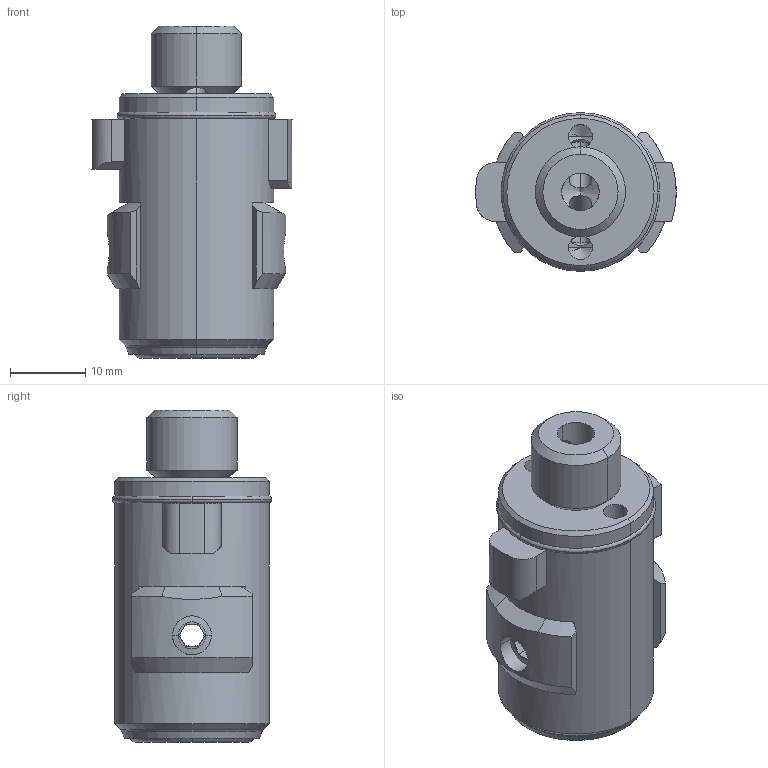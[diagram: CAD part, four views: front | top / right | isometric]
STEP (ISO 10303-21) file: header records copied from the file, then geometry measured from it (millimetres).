
FILE_DESCRIPTION(('HOOPS Exchange Step'),'2;1');
FILE_NAME('export-EEB90E11-1758-4A24-B0B2-D0C850461687.stp','2023-12-28T16:56:49+01:00',('Engineering'),('Alibre'),'HOOPS Exchange 2021.0','Alibre','Unknown authorisation');
FILE_SCHEMA( ('AP242_MANAGED_MODEL_BASED_3D_ENGINEERING_MIM_LF {1 0 10303 442 1 1 4 }') );
Length unit declared in the file: millimetre
Products named in the file (3): 4629-1 HSK40-C Guhring 4958 4-point clamping set for conventional cooling; 4629-2 HSK40-C Guhring 4958 4-point clamping set for conventional cooling; 4629 HSK40-C Guhring 4958 4-point clamping set for conventional cooling
Assembly tree (2 placements, depth 2):
  4629 HSK40-C Guhring 4958 4-point clamping set for conventional cooling
    4629-1 HSK40-C Guhring 4958 4-point clamping set for conventional cooling
    4629-2 HSK40-C Guhring 4958 4-point clamping set for conventional cooling
Bounding box: 26.69 x 21.15 x 44.2 mm (x, y, z)
Volume: 12136.9 mm3; surface area: 6009.3 mm2
Topology: 2 solids, 2 shells, 166 faces, 421 edges, 257 vertices
Faces by surface type: plane 64, cylinder 50, cone 42, torus 10
Entity records: 6388 total; most frequent: CARTESIAN_POINT 2347, DIRECTION 840, ORIENTED_EDGE 818, EDGE_CURVE 409, AXIS2_PLACEMENT_3D 332, VERTEX_POINT 257, EDGE_LOOP 186, FACE_BOUND 186
